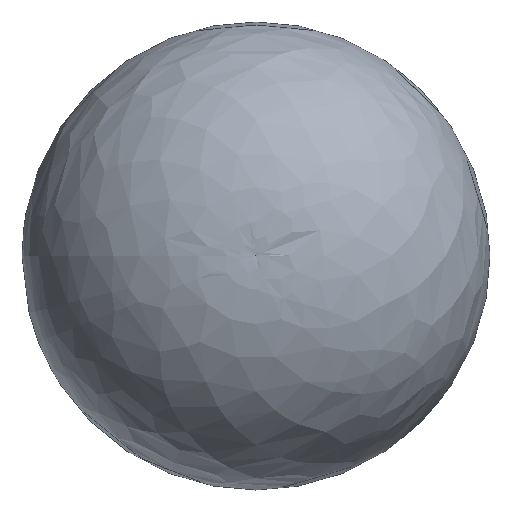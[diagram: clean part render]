
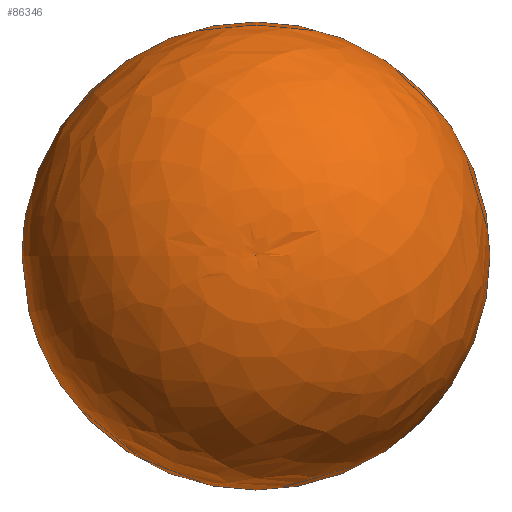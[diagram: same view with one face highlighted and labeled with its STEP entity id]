
A CAD part, top view. The second image highlights one B-rep face of the part: STEP entity #86346.
In plain terms, the highlighted free-form (B-spline) face has degree [2, 2] with [5, 9] control points.
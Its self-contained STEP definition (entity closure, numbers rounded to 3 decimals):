
#4455=(
BOUNDED_CURVE()
B_SPLINE_CURVE(2,(#190049,#190050,#190051,#190052,#190053),
 .UNSPECIFIED.,.F.,.F.)
B_SPLINE_CURVE_WITH_KNOTS((3,2,3),(-1.012,0.334,1.68),
 .UNSPECIFIED.)
CURVE()
GEOMETRIC_REPRESENTATION_ITEM()
RATIONAL_B_SPLINE_CURVE((1.,0.782,1.,0.782,1.))
REPRESENTATION_ITEM('')
);
#4596=(
BOUNDED_SURFACE()
B_SPLINE_SURFACE(2,2,((#190003,#190004,#190005,#190006,#190007,#190008,
#190009,#190010,#190011),(#190012,#190013,#190014,#190015,#190016,#190017,
#190018,#190019,#190020),(#190021,#190022,#190023,#190024,#190025,#190026,
#190027,#190028,#190029),(#190030,#190031,#190032,#190033,#190034,#190035,
#190036,#190037,#190038),(#190039,#190040,#190041,#190042,#190043,#190044,
#190045,#190046,#190047)),.UNSPECIFIED.,.F.,.T.,.F.)
B_SPLINE_SURFACE_WITH_KNOTS((3,2,3),(3,2,2,2,3),(-1.68,-0.334,
1.012),(-3.142,-1.571,0.,1.571,
3.142),.UNSPECIFIED.)
GEOMETRIC_REPRESENTATION_ITEM()
RATIONAL_B_SPLINE_SURFACE(((1.,0.707,1.,0.707,1.,
0.707,1.,0.707,1.),(0.782,0.553,
0.782,0.553,0.782,0.553,
0.782,0.553,0.782),(1.,0.707,
1.,0.707,1.,0.707,1.,0.707,1.),(0.782,
0.553,0.782,0.553,0.782,
0.553,0.782,0.553,0.782),
(1.,0.707,1.,0.707,1.,0.707,1.,0.707,
1.)))
REPRESENTATION_ITEM('')
SURFACE()
);
#27929=FACE_OUTER_BOUND('',#34923,.T.);
#34923=EDGE_LOOP('',(#80611,#80612,#80613,#80614));
#39220=CIRCLE('',#95652,876.459);
#39221=CIRCLE('',#95653,876.459);
#46801=VERTEX_POINT('',#189996);
#46802=VERTEX_POINT('',#190000);
#46803=VERTEX_POINT('',#190048);
#58073=EDGE_CURVE('',#46801,#46802,#39220,.T.);
#58074=EDGE_CURVE('',#46802,#46801,#39221,.T.);
#58075=EDGE_CURVE('',#46801,#46803,#4455,.T.);
#80611=ORIENTED_EDGE('',*,*,#58074,.F.);
#80612=ORIENTED_EDGE('',*,*,#58073,.F.);
#80613=ORIENTED_EDGE('',*,*,#58075,.T.);
#80614=ORIENTED_EDGE('',*,*,#58075,.F.);
#86346=ADVANCED_FACE('',(#27929),#4596,.F.);
#95652=AXIS2_PLACEMENT_3D('',#190001,#117738,#117739);
#95653=AXIS2_PLACEMENT_3D('',#190002,#117740,#117741);
#117738=DIRECTION('center_axis',(-1.,0.,0.));
#117739=DIRECTION('ref_axis',(0.,0.,1.));
#117740=DIRECTION('center_axis',(-1.,0.,0.));
#117741=DIRECTION('ref_axis',(0.,0.,1.));
#189996=CARTESIAN_POINT('',(-1162.578,150.,-876.459));
#190000=CARTESIAN_POINT('',(-1162.578,-726.459,0.));
#190001=CARTESIAN_POINT('Origin',(-1162.578,150.,0.));
#190002=CARTESIAN_POINT('Origin',(-1162.578,150.,0.));
#190003=CARTESIAN_POINT('Ctrl Pts',(1362.656,150.,0.));
#190004=CARTESIAN_POINT('Ctrl Pts',(1362.656,150.,0.));
#190005=CARTESIAN_POINT('Ctrl Pts',(1362.656,150.,0.));
#190006=CARTESIAN_POINT('Ctrl Pts',(1362.656,150.,0.));
#190007=CARTESIAN_POINT('Ctrl Pts',(1362.656,150.,0.));
#190008=CARTESIAN_POINT('Ctrl Pts',(1362.656,150.,0.));
#190009=CARTESIAN_POINT('Ctrl Pts',(1362.656,150.,0.));
#190010=CARTESIAN_POINT('Ctrl Pts',(1362.656,150.,0.));
#190011=CARTESIAN_POINT('Ctrl Pts',(1362.656,150.,0.));
#190012=CARTESIAN_POINT('Ctrl Pts',(1482.273,150.,-1086.644));
#190013=CARTESIAN_POINT('Ctrl Pts',(1482.273,-936.644,
-1086.644));
#190014=CARTESIAN_POINT('Ctrl Pts',(1482.273,-936.644,
0.));
#190015=CARTESIAN_POINT('Ctrl Pts',(1482.273,-936.644,
1086.644));
#190016=CARTESIAN_POINT('Ctrl Pts',(1482.273,150.,1086.644));
#190017=CARTESIAN_POINT('Ctrl Pts',(1482.273,1236.644,1086.644));
#190018=CARTESIAN_POINT('Ctrl Pts',(1482.273,1236.644,0.));
#190019=CARTESIAN_POINT('Ctrl Pts',(1482.273,1236.644,-1086.644));
#190020=CARTESIAN_POINT('Ctrl Pts',(1482.273,150.,-1086.644));
#190021=CARTESIAN_POINT('Ctrl Pts',(449.503,150.,-1445.098));
#190022=CARTESIAN_POINT('Ctrl Pts',(449.503,-1295.098,
-1445.098));
#190023=CARTESIAN_POINT('Ctrl Pts',(449.503,-1295.098,
0.));
#190024=CARTESIAN_POINT('Ctrl Pts',(449.503,-1295.098,
1445.098));
#190025=CARTESIAN_POINT('Ctrl Pts',(449.503,150.,1445.098));
#190026=CARTESIAN_POINT('Ctrl Pts',(449.503,1595.098,1445.098));
#190027=CARTESIAN_POINT('Ctrl Pts',(449.503,1595.098,0.));
#190028=CARTESIAN_POINT('Ctrl Pts',(449.503,1595.098,-1445.098));
#190029=CARTESIAN_POINT('Ctrl Pts',(449.503,150.,-1445.098));
#190030=CARTESIAN_POINT('Ctrl Pts',(-583.267,150.,-1803.552));
#190031=CARTESIAN_POINT('Ctrl Pts',(-583.267,-1653.552,
-1803.552));
#190032=CARTESIAN_POINT('Ctrl Pts',(-583.267,-1653.552,
0.));
#190033=CARTESIAN_POINT('Ctrl Pts',(-583.267,-1653.552,
1803.552));
#190034=CARTESIAN_POINT('Ctrl Pts',(-583.267,150.,1803.552));
#190035=CARTESIAN_POINT('Ctrl Pts',(-583.267,1953.552,
1803.552));
#190036=CARTESIAN_POINT('Ctrl Pts',(-583.267,1953.552,
0.));
#190037=CARTESIAN_POINT('Ctrl Pts',(-583.267,1953.552,
-1803.552));
#190038=CARTESIAN_POINT('Ctrl Pts',(-583.267,150.,-1803.552));
#190039=CARTESIAN_POINT('Ctrl Pts',(-1162.578,150.,-876.459));
#190040=CARTESIAN_POINT('Ctrl Pts',(-1162.578,-726.459,
-876.459));
#190041=CARTESIAN_POINT('Ctrl Pts',(-1162.578,-726.459,
0.));
#190042=CARTESIAN_POINT('Ctrl Pts',(-1162.578,-726.459,
876.459));
#190043=CARTESIAN_POINT('Ctrl Pts',(-1162.578,150.,876.459));
#190044=CARTESIAN_POINT('Ctrl Pts',(-1162.578,1026.459,
876.459));
#190045=CARTESIAN_POINT('Ctrl Pts',(-1162.578,1026.459,
0.));
#190046=CARTESIAN_POINT('Ctrl Pts',(-1162.578,1026.459,
-876.459));
#190047=CARTESIAN_POINT('Ctrl Pts',(-1162.578,150.,-876.459));
#190048=CARTESIAN_POINT('',(1362.656,150.,0.));
#190049=CARTESIAN_POINT('Ctrl Pts',(-1162.578,150.,-876.459));
#190050=CARTESIAN_POINT('Ctrl Pts',(-583.267,150.,-1803.552));
#190051=CARTESIAN_POINT('Ctrl Pts',(449.503,150.,-1445.098));
#190052=CARTESIAN_POINT('Ctrl Pts',(1482.273,150.,-1086.644));
#190053=CARTESIAN_POINT('Ctrl Pts',(1362.656,150.,0.));
